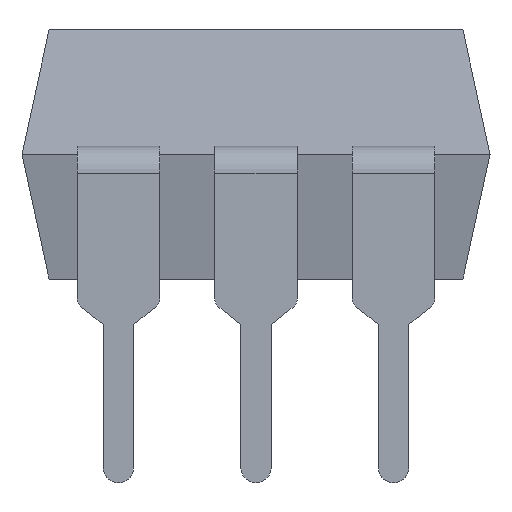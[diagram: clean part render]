
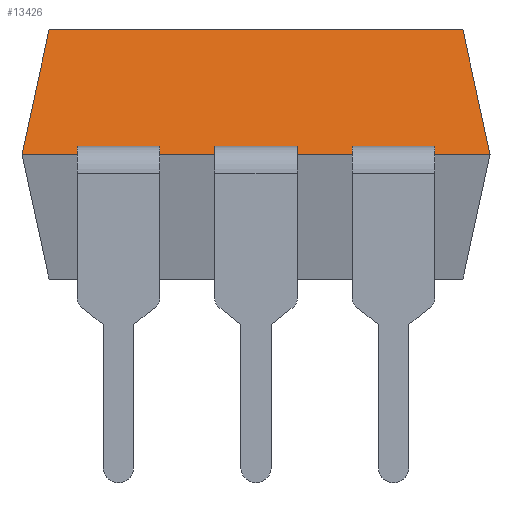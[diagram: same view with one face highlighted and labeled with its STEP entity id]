
A CAD part, front view. The second image highlights one B-rep face of the part: STEP entity #13426.
In plain terms, the highlighted planar face has unit normal (0, -0.977, 0.212).
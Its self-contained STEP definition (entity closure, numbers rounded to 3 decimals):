
#160 = LINE ( 'NONE', #3320, #4811 ) ;
#255 = DIRECTION ( 'NONE',  ( 0., 0.977, -0.212 ) ) ;
#662 = ORIENTED_EDGE ( 'NONE', *, *, #6385, .F. ) ;
#701 = VERTEX_POINT ( 'NONE', #6180 ) ;
#2162 = CARTESIAN_POINT ( 'NONE',  ( -3.82, -2.7, 2.3 ) ) ;
#3320 = CARTESIAN_POINT ( 'NONE',  ( -3.82, -2.7, 2.3 ) ) ;
#3524 = VERTEX_POINT ( 'NONE', #10232 ) ;
#3613 = EDGE_LOOP ( 'NONE', ( #5445, #10260, #662, #8951 ) ) ;
#3919 = VECTOR ( 'NONE', #12463, 1000. ) ;
#4347 = DIRECTION ( 'NONE',  ( 1., 0., 0. ) ) ;
#4811 = VECTOR ( 'NONE', #4347, 1000. ) ;
#4870 = VERTEX_POINT ( 'NONE', #2162 ) ;
#4903 = LINE ( 'NONE', #11079, #8970 ) ;
#5294 = EDGE_CURVE ( 'NONE', #4870, #701, #160, .T. ) ;
#5445 = ORIENTED_EDGE ( 'NONE', *, *, #12394, .T. ) ;
#6052 = EDGE_CURVE ( 'NONE', #3524, #13250, #9251, .T. ) ;
#6180 = CARTESIAN_POINT ( 'NONE',  ( 3.82, -2.7, 2.3 ) ) ;
#6350 = VECTOR ( 'NONE', #7105, 1000. ) ;
#6385 = EDGE_CURVE ( 'NONE', #3524, #4870, #4903, .T. ) ;
#6578 = CARTESIAN_POINT ( 'NONE',  ( 0., -3.056, 0.664 ) ) ;
#7004 = CARTESIAN_POINT ( 'NONE',  ( 4.32, -3.2, 0. ) ) ;
#7034 = DIRECTION ( 'NONE',  ( 0.208, 0.208, 0.956 ) ) ;
#7105 = DIRECTION ( 'NONE',  ( -0.208, 0.208, 0.956 ) ) ;
#7540 = PLANE ( 'NONE',  #13397 ) ;
#8568 = FACE_OUTER_BOUND ( 'NONE', #3613, .T. ) ;
#8832 = LINE ( 'NONE', #9241, #6350 ) ;
#8951 = ORIENTED_EDGE ( 'NONE', *, *, #6052, .T. ) ;
#8970 = VECTOR ( 'NONE', #7034, 1000. ) ;
#9241 = CARTESIAN_POINT ( 'NONE',  ( 4.32, -3.2, 0. ) ) ;
#9251 = LINE ( 'NONE', #11432, #3919 ) ;
#10232 = CARTESIAN_POINT ( 'NONE',  ( -4.32, -3.2, 0. ) ) ;
#10260 = ORIENTED_EDGE ( 'NONE', *, *, #5294, .F. ) ;
#10829 = DIRECTION ( 'NONE',  ( 0., 0.212, 0.977 ) ) ;
#11079 = CARTESIAN_POINT ( 'NONE',  ( -4.32, -3.2, 0. ) ) ;
#11432 = CARTESIAN_POINT ( 'NONE',  ( -4.32, -3.2, 0. ) ) ;
#12394 = EDGE_CURVE ( 'NONE', #13250, #701, #8832, .T. ) ;
#12463 = DIRECTION ( 'NONE',  ( 1., 0., 0. ) ) ;
#13250 = VERTEX_POINT ( 'NONE', #7004 ) ;
#13397 = AXIS2_PLACEMENT_3D ( 'NONE', #6578, #255, #10829 ) ;
#13426 = ADVANCED_FACE ( 'NONE', ( #8568 ), #7540, .F. ) ;
